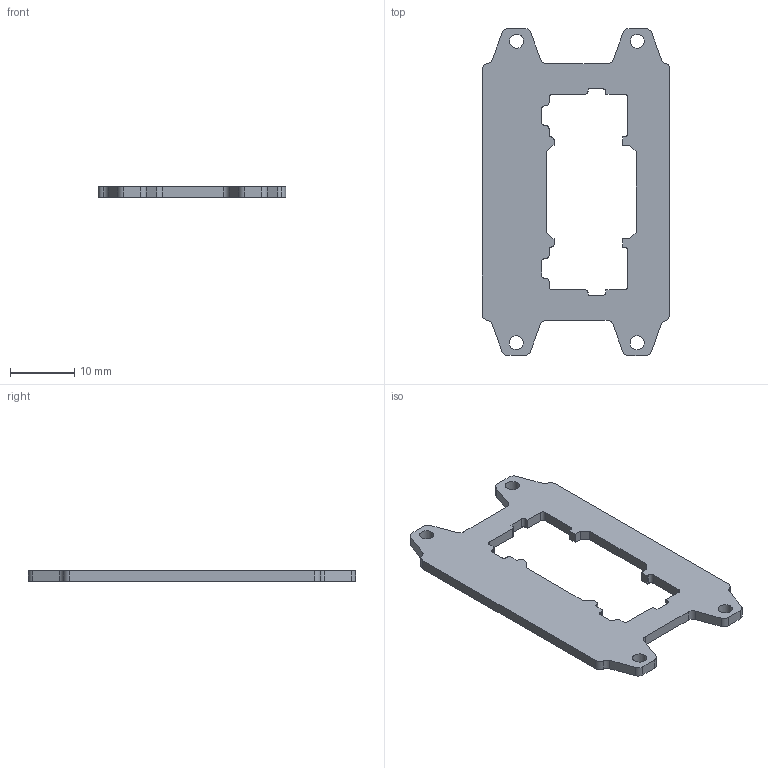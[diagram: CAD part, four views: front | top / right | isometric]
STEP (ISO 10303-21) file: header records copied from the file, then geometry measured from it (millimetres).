
FILE_DESCRIPTION(('KiCad electronic assembly'),'2;1');
FILE_NAME('is0Topre_Plate_MX_PM.STEP','2022-06-04T16:11:39',('Pcbnew'),( 'Kicad'),'Open CASCADE STEP processor 7.6','KiCad to STEP converter' ,'Unknown');
FILE_SCHEMA(('AUTOMOTIVE_DESIGN { 1 0 10303 214 1 1 1 1 }'));
Length unit declared in the file: millimetre
Products named in the file (2): is0Topre_Plate_MX_PM 1; is0Topre_Plate_MX_PM PCB
Assembly tree (1 placements, depth 2):
  is0Topre_Plate_MX_PM 1
    is0Topre_Plate_MX_PM PCB
Bounding box: 29.35 x 51.1 x 1.6 mm (x, y, z)
Volume: 1416.6 mm3; surface area: 2234.5 mm2
Topology: 1 solids, 1 shells, 104 faces, 306 edges, 204 vertices
Faces by surface type: plane 60, cylinder 44
Full cylindrical faces by diameter (mm): 2.2 x4
Entity records: 7523 total; most frequent: CARTESIAN_POINT 1228, DIRECTION 1218, LINE 742, VECTOR 742, ORIENTED_EDGE 612, PCURVE 612, DEFINITIONAL_REPRESENTATION 612, EDGE_CURVE 306
